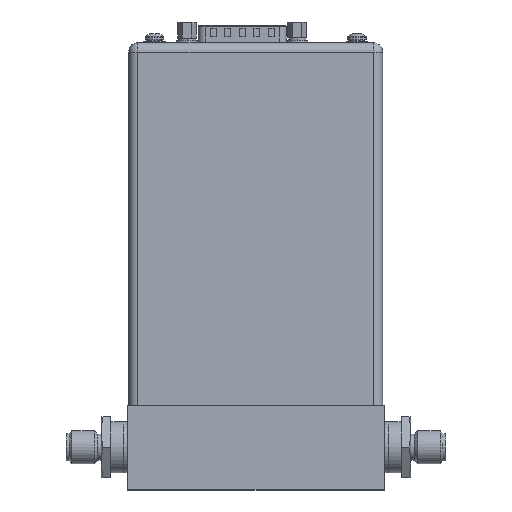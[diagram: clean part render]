
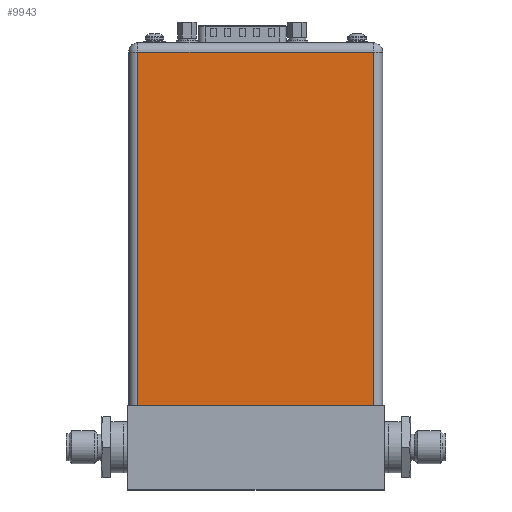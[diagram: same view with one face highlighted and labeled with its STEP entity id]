
A CAD part, top view. The second image highlights one B-rep face of the part: STEP entity #9943.
In plain terms, the highlighted planar face has unit normal (0, 0, 1).
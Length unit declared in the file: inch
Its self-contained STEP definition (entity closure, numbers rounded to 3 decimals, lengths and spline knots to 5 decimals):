
#8116=DIRECTION('',(1.,0.,0.));
#8117=VECTOR('',#8116,2.757);
#8118=CARTESIAN_POINT('',(-1.3785,0.,1.425));
#8119=LINE('',#8118,#8117);
#8803=DIRECTION('',(0.,-1.,0.));
#8804=VECTOR('',#8803,4.141);
#8805=CARTESIAN_POINT('',(1.3785,4.141,1.425));
#8806=LINE('',#8805,#8804);
#8810=DIRECTION('',(0.,-1.,0.));
#8811=VECTOR('',#8810,4.141);
#8812=CARTESIAN_POINT('',(-1.3785,4.141,1.425));
#8813=LINE('',#8812,#8811);
#8817=DIRECTION('',(1.,0.,0.));
#8818=VECTOR('',#8817,2.757);
#8819=CARTESIAN_POINT('',(-1.3785,4.141,1.425));
#8820=LINE('',#8819,#8818);
#9267=CARTESIAN_POINT('',(1.3785,0.,1.425));
#9269=VERTEX_POINT('',#9267);
#9270=CARTESIAN_POINT('',(1.3785,4.141,1.425));
#9271=VERTEX_POINT('',#9270);
#9282=CARTESIAN_POINT('',(-1.3785,0.,1.425));
#9284=VERTEX_POINT('',#9282);
#9286=CARTESIAN_POINT('',(-1.3785,4.141,1.425));
#9287=VERTEX_POINT('',#9286);
#9931=CARTESIAN_POINT('',(-1.4875,0.,1.425));
#9932=DIRECTION('',(0.,0.,1.));
#9933=DIRECTION('',(1.,0.,0.));
#9934=AXIS2_PLACEMENT_3D('',#9931,#9932,#9933);
#9935=PLANE('',#9934);
#9937=ORIENTED_EDGE('',*,*,#9936,.T.);
#9938=ORIENTED_EDGE('',*,*,#9409,.F.);
#9939=ORIENTED_EDGE('',*,*,#9900,.F.);
#9940=ORIENTED_EDGE('',*,*,#9922,.T.);
#9941=EDGE_LOOP('',(#9937,#9938,#9939,#9940));
#9942=FACE_OUTER_BOUND('',#9941,.F.);
#9943=ADVANCED_FACE('',(#9942),#9935,.T.);
#9409=EDGE_CURVE('',#9284,#9269,#8119,.T.);
#9900=EDGE_CURVE('',#9287,#9284,#8813,.T.);
#9922=EDGE_CURVE('',#9287,#9271,#8820,.T.);
#9936=EDGE_CURVE('',#9271,#9269,#8806,.T.);
